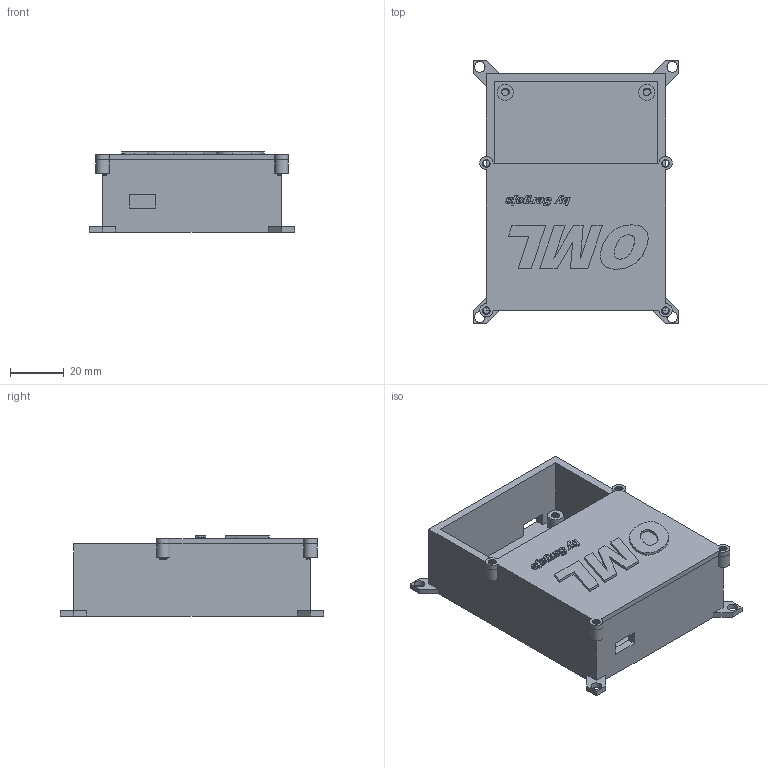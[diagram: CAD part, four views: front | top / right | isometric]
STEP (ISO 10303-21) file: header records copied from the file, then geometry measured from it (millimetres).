
FILE_DESCRIPTION(/* description */ (''),/* implementation_level */ '2;1');
FILE_NAME(/* name */ '1b754904-e39f-4efc-baba-49217fd06a32.stp',/* time_stamp */ '2025-12-19T03:26:09Z',/* author */ (''),/* organization */ (''),/* preprocessor_version */ 'ST-DEVELOPER v20.1',/* originating_system */ 'Autodesk Translation Framework v14.24.0.0',/* authorisation */ '');
FILE_SCHEMA (('AUTOMOTIVE_DESIGN { 1 0 10303 214 3 1 1 }'));
Length unit declared in the file: millimetre
Products named in the file (1): plate_box
Bounding box: 77 x 98.5 x 30 mm (x, y, z)
Volume: 42831.7 mm3; surface area: 37535.9 mm2
Topology: 2 solids, 2 shells, 597 faces, 1713 edges, 1142 vertices
Faces by surface type: cylinder 245, bspline 211, plane 141
Full cylindrical faces by diameter (mm): 2.529 x51, 3.086 x22, 4 x4, 6 x4
Entity records: 36967 total; most frequent: CARTESIAN_POINT 23550, ORIENTED_EDGE 3426, EDGE_CURVE 1713, DIRECTION 1683, VERTEX_POINT 1142, B_SPLINE_CURVE_WITH_KNOTS 888, LINE 741, VECTOR 741
